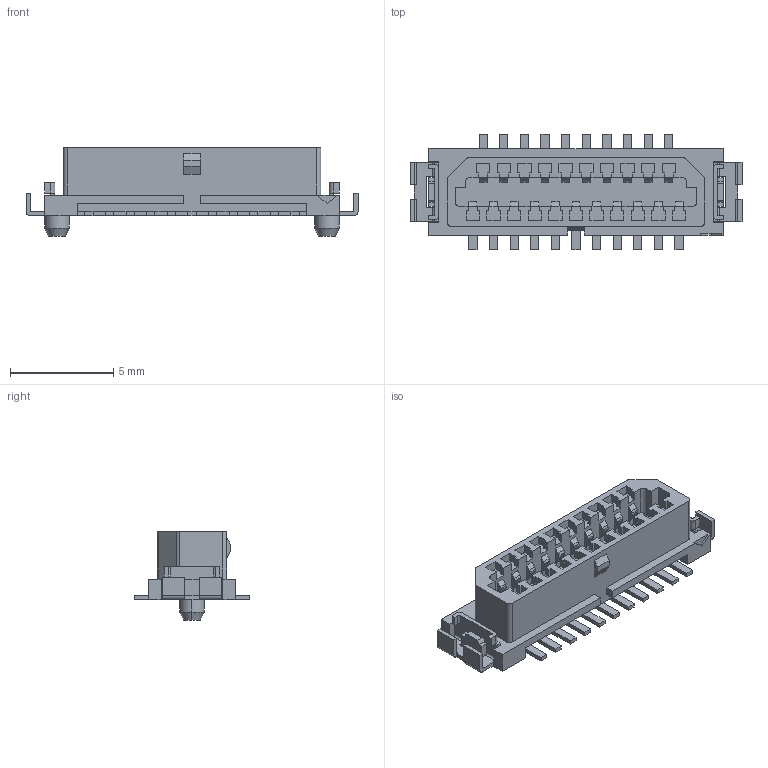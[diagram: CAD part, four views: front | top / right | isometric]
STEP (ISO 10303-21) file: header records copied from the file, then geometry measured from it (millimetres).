
FILE_DESCRIPTION(('OneSpaceDesigner STEP Export'),'2;1');
FILE_NAME('DF9-21S-1V.stp','2008-04-04T11:03:21',(''),(''),'OneSpace Designer STEP processor for AP203 (Solid Model)','OneSpace Designer 13.00 26-Oct-2004 (C) CoCreate Software GmbH','');
FILE_SCHEMA(('CONFIG_CONTROL_DESIGN'));
Length unit declared in the file: millimetre
Products named in the file (2): p1.1; DF9-21S-1V.stp
Assembly tree (1 placements, depth 2):
  DF9-21S-1V.stp
    p1.1
Bounding box: 16.1 x 5.6 x 4.3 mm (x, y, z)
Volume: 111.1 mm3; surface area: 392.3 mm2
Topology: 1 solids, 1 shells, 771 faces, 2124 edges, 1372 vertices
Faces by surface type: plane 639, cylinder 128, cone 4
Entity records: 23985 total; most frequent: ORIENTED_EDGE 4256, CARTESIAN_POINT 4180, DIRECTION 3854, EDGE_CURVE 2124, VECTOR 1762, LINE 1762, VERTEX_POINT 1372, AXIS2_PLACEMENT_3D 1046
